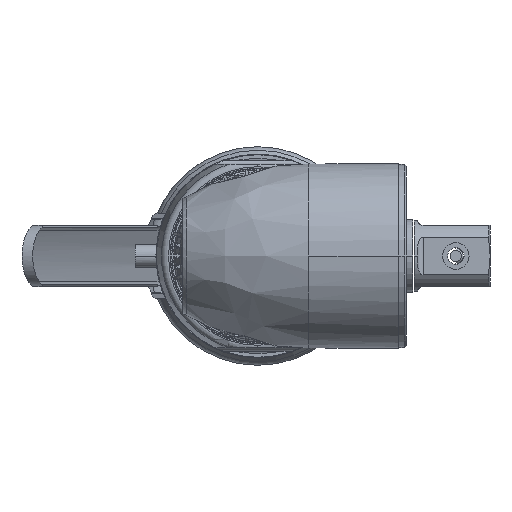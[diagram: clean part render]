
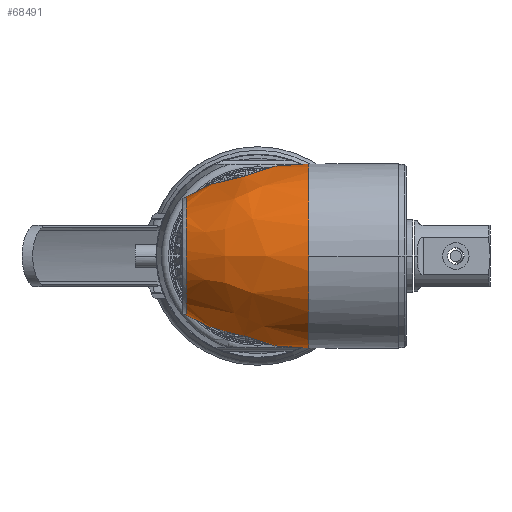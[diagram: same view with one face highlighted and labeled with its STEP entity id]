
A CAD part, left-side view. The second image highlights one B-rep face of the part: STEP entity #68491.
In plain terms, the highlighted free-form (B-spline) face has degree [3, 3] with [7, 4] control points.
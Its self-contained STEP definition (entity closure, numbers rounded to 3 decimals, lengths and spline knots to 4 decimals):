
#56120=CARTESIAN_POINT('',(-11.3788,0.584,0.));
#56121=DIRECTION('',(0.,1.,0.));
#56122=DIRECTION('',(0.675,0.,-0.738));
#56123=AXIS2_PLACEMENT_3D('',#56120,#56121,#56122);
#56130=CARTESIAN_POINT('',(-11.3788,-0.416,0.));
#56131=DIRECTION('',(0.,1.,0.));
#56132=DIRECTION('',(-1.,0.,0.));
#56133=AXIS2_PLACEMENT_3D('',#56130,#56131,#56132);
#56182=CARTESIAN_POINT('',(-11.3788,-0.416,0.));
#56183=DIRECTION('',(0.,-1.,0.));
#56184=DIRECTION('',(-1.,0.,0.));
#56185=AXIS2_PLACEMENT_3D('',#56182,#56183,#56184);
#56310=CARTESIAN_POINT('',(-11.0507,0.584,
0.3583));
#56311=CARTESIAN_POINT('',(-11.0625,0.5646,
0.3843));
#56312=CARTESIAN_POINT('',(-11.0865,0.5243,
0.4309));
#56313=CARTESIAN_POINT('',(-11.1196,0.4645,
0.4858));
#56314=CARTESIAN_POINT('',(-11.1485,0.4057,
0.5301));
#56315=CARTESIAN_POINT('',(-11.1714,0.3487,
0.5655));
#56316=CARTESIAN_POINT('',(-11.187,0.2936,
0.5938));
#56317=CARTESIAN_POINT('',(-11.1948,0.2365,
0.6179));
#56318=CARTESIAN_POINT('',(-11.1922,0.1734,
0.6387));
#56319=CARTESIAN_POINT('',(-11.1766,0.1056,
0.6546));
#56320=CARTESIAN_POINT('',(-11.1495,0.0344,
0.6646));
#56321=CARTESIAN_POINT('',(-11.112,-0.0423,
0.6682));
#56322=CARTESIAN_POINT('',(-11.0659,-0.1248,
0.6635));
#56323=CARTESIAN_POINT('',(-11.0119,-0.2139,
0.6485));
#56324=CARTESIAN_POINT('',(-10.9509,-0.3103,
0.6197));
#56325=CARTESIAN_POINT('',(-10.9054,-0.3804,
0.5874));
#56326=CARTESIAN_POINT('',(-10.8821,-0.416,
0.567));
#56380=CARTESIAN_POINT('',(-10.8821,-0.416,
-0.567));
#56381=CARTESIAN_POINT('',(-10.9053,-0.3805,
-0.5873));
#56382=CARTESIAN_POINT('',(-10.9506,-0.3108,
-0.6195));
#56383=CARTESIAN_POINT('',(-11.0114,-0.2148,
-0.6483));
#56384=CARTESIAN_POINT('',(-11.0651,-0.126,
-0.6634));
#56385=CARTESIAN_POINT('',(-11.1112,-0.0439,
-0.6681));
#56386=CARTESIAN_POINT('',(-11.1486,0.0325,
-0.6648));
#56387=CARTESIAN_POINT('',(-11.1759,0.1033,
-0.655));
#56388=CARTESIAN_POINT('',(-11.1919,0.1709,
-0.6394));
#56389=CARTESIAN_POINT('',(-11.195,0.2343,
-0.6187));
#56390=CARTESIAN_POINT('',(-11.1873,0.2919,
-0.5946));
#56391=CARTESIAN_POINT('',(-11.1718,0.3475,
-0.5662));
#56392=CARTESIAN_POINT('',(-11.149,0.4047,
-0.5308));
#56393=CARTESIAN_POINT('',(-11.12,0.4639,
-0.4864));
#56394=CARTESIAN_POINT('',(-11.0867,0.5239,
-0.4313));
#56395=CARTESIAN_POINT('',(-11.0626,0.5645,
-0.3845));
#56396=CARTESIAN_POINT('',(-11.0507,0.584,
-0.3583));
#66696=VERTEX_POINT('',#56310);
#66697=VERTEX_POINT('',#56326);
#66700=VERTEX_POINT('',#56380);
#66701=VERTEX_POINT('',#56396);
#66704=CARTESIAN_POINT('',(-12.1325,-0.416,0.));
#66705=VERTEX_POINT('',#66704);
#68451=CARTESIAN_POINT('',(-10.8207,-0.4369,
-0.5065));
#68452=CARTESIAN_POINT('',(-10.8179,-0.0694,
-0.5091));
#68453=CARTESIAN_POINT('',(-10.8883,0.2857,
-0.4452));
#68454=CARTESIAN_POINT('',(-11.0269,0.6021,
-0.3194));
#68455=CARTESIAN_POINT('',(-11.37,-0.4369,
-1.1117));
#68456=CARTESIAN_POINT('',(-11.3699,-0.0694,
-1.1174));
#68457=CARTESIAN_POINT('',(-11.371,0.2857,
-0.977));
#68458=CARTESIAN_POINT('',(-11.3732,0.6021,
-0.701));
#68459=CARTESIAN_POINT('',(-12.1324,-0.4369,
-0.8173));
#68460=CARTESIAN_POINT('',(-12.1362,-0.0694,
-0.8214));
#68461=CARTESIAN_POINT('',(-12.0411,0.2857,
-0.7183));
#68462=CARTESIAN_POINT('',(-11.854,0.6021,
-0.5154));
#68463=CARTESIAN_POINT('',(-12.1324,-0.4369,0.));
#68464=CARTESIAN_POINT('',(-12.1362,-0.0694,0.));
#68465=CARTESIAN_POINT('',(-12.0411,0.2857,0.));
#68466=CARTESIAN_POINT('',(-11.854,0.6021,0.));
#68467=CARTESIAN_POINT('',(-12.1324,-0.4369,
0.8173));
#68468=CARTESIAN_POINT('',(-12.1362,-0.0694,
0.8214));
#68469=CARTESIAN_POINT('',(-12.0411,0.2857,
0.7183));
#68470=CARTESIAN_POINT('',(-11.854,0.6021,
0.5154));
#68471=CARTESIAN_POINT('',(-11.37,-0.4369,
1.1117));
#68472=CARTESIAN_POINT('',(-11.3699,-0.0694,
1.1174));
#68473=CARTESIAN_POINT('',(-11.371,0.2857,
0.977));
#68474=CARTESIAN_POINT('',(-11.3732,0.6021,
0.701));
#68475=CARTESIAN_POINT('',(-10.8207,-0.4369,
0.5065));
#68476=CARTESIAN_POINT('',(-10.8179,-0.0694,
0.5091));
#68477=CARTESIAN_POINT('',(-10.8883,0.2857,
0.4452));
#68478=CARTESIAN_POINT('',(-11.0269,0.6021,
0.3194));
#68479=(BOUNDED_SURFACE()B_SPLINE_SURFACE(3,3,((#68451,#68452,#68453,#68454),(
#68455,#68456,#68457,#68458),(#68459,#68460,#68461,#68462),(#68463,#68464,
#68465,#68466),(#68467,#68468,#68469,#68470),(#68471,#68472,#68473,#68474),(
#68475,#68476,#68477,#68478)),.UNSPECIFIED.,.F.,.F.,.F.)B_SPLINE_SURFACE_WITH_KNOTS((4,3,4),(4,4),(0.,1.,2.),(0.,1.),.UNSPECIFIED.)GEOMETRIC_REPRESENTATION_ITEM()RATIONAL_B_SPLINE_SURFACE(((1.498,1.461,
1.461,1.498),(0.859,0.838,
0.838,0.859),(0.859,0.838,
0.838,0.859),(1.498,1.461,
1.461,1.498),(0.859,0.838,
0.838,0.859),(0.859,0.838,
0.838,0.859),(1.498,1.461,
1.461,1.498)))REPRESENTATION_ITEM('')SURFACE());
#68481=ORIENTED_EDGE('',*,*,#68480,.T.);
#68483=ORIENTED_EDGE('',*,*,#68482,.F.);
#68485=ORIENTED_EDGE('',*,*,#68484,.T.);
#68487=ORIENTED_EDGE('',*,*,#68486,.T.);
#68488=ORIENTED_EDGE('',*,*,#68444,.T.);
#68489=EDGE_LOOP('',(#68481,#68483,#68485,#68487,#68488));
#68490=FACE_OUTER_BOUND('',#68489,.F.);
#68491=ADVANCED_FACE('',(#68490),#68479,.T.);
#56124=CIRCLE('',#56123,0.4858);
#56134=CIRCLE('',#56133,0.7538);
#56186=CIRCLE('',#56185,0.7538);
#56327=B_SPLINE_CURVE_WITH_KNOTS('',3,(#56310,#56311,#56312,#56313,#56314,
#56315,#56316,#56317,#56318,#56319,#56320,#56321,#56322,#56323,#56324,#56325,
#56326),.UNSPECIFIED.,.F.,.F.,(4,1,1,1,1,1,1,1,1,1,1,1,1,1,4),(0.,
0.0714,0.1429,0.2143,0.2857,
0.3571,0.4286,0.5,0.5714,0.6429,
0.7143,0.7857,0.8571,0.9286,1.),
.UNSPECIFIED.);
#56397=B_SPLINE_CURVE_WITH_KNOTS('',3,(#56380,#56381,#56382,#56383,#56384,
#56385,#56386,#56387,#56388,#56389,#56390,#56391,#56392,#56393,#56394,#56395,
#56396),.UNSPECIFIED.,.F.,.F.,(4,1,1,1,1,1,1,1,1,1,1,1,1,1,4),(0.,
0.0714,0.1429,0.2143,0.2857,
0.3571,0.4286,0.5,0.5714,0.6429,
0.7143,0.7857,0.8571,0.9286,1.),
.UNSPECIFIED.);
#68444=EDGE_CURVE('',#66701,#66696,#56124,.T.);
#68480=EDGE_CURVE('',#66696,#66697,#56327,.T.);
#68482=EDGE_CURVE('',#66705,#66697,#56134,.T.);
#68484=EDGE_CURVE('',#66705,#66700,#56186,.T.);
#68486=EDGE_CURVE('',#66700,#66701,#56397,.T.);
